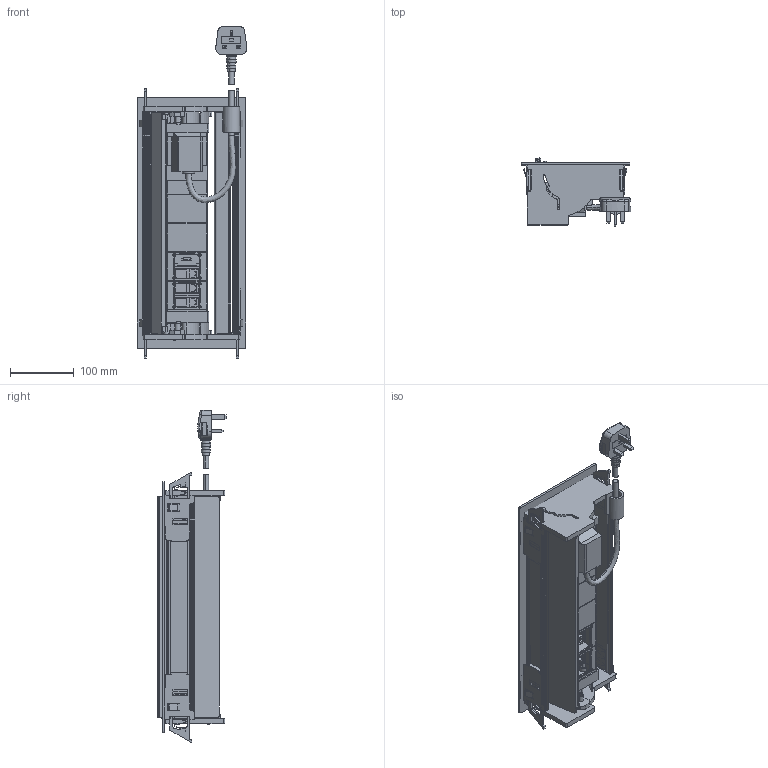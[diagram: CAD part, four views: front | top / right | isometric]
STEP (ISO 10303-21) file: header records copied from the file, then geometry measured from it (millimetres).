
FILE_DESCRIPTION(('CATIA V5 STEP Exchange','CAx-IF Rec.Pracs.--- Model Styling and Organization---1.5--- 2016-08-15','CAx-IF Rec.Pracs.---Supplemental Geometry---1.0---2011-11-01','CAx-IF Rec.Pracs.--- Composite Materials ---1.1---2010-07-15'),'2;1');
FILE_NAME('LG-654965_AllCATPart.stp','2023-10-04T12:15:44+00:00',('none'),('none'),'CATIA Version 5-6 Release 2020 SP3','CATIA V5 STEP AP214 v2','none');
FILE_SCHEMA(('AUTOMOTIVE_DESIGN { 1 0 10303 214 1 1 1 1 }'));
Products named in the file (1): LG-654965_AllCATPart
Bounding box: 171.65 x 106.57 x 518.91 mm (x, y, z)
Volume: 1004009.1 mm3; surface area: 771962.5 mm2
Topology: 68 solids, 68 shells, 3286 faces, 8835 edges, 5716 vertices
Faces by surface type: plane 2221, cylinder 839, bspline 67, sphere 60, torus 43, extrusion 28, cone 28
Entity records: 103429 total; most frequent: CARTESIAN_POINT 24831, ORIENTED_EDGE 17546, DIRECTION 13556, EDGE_CURVE 8773, VECTOR 6559, LINE 6531, VERTEX_POINT 5708, AXIS2_PLACEMENT_3D 4255
